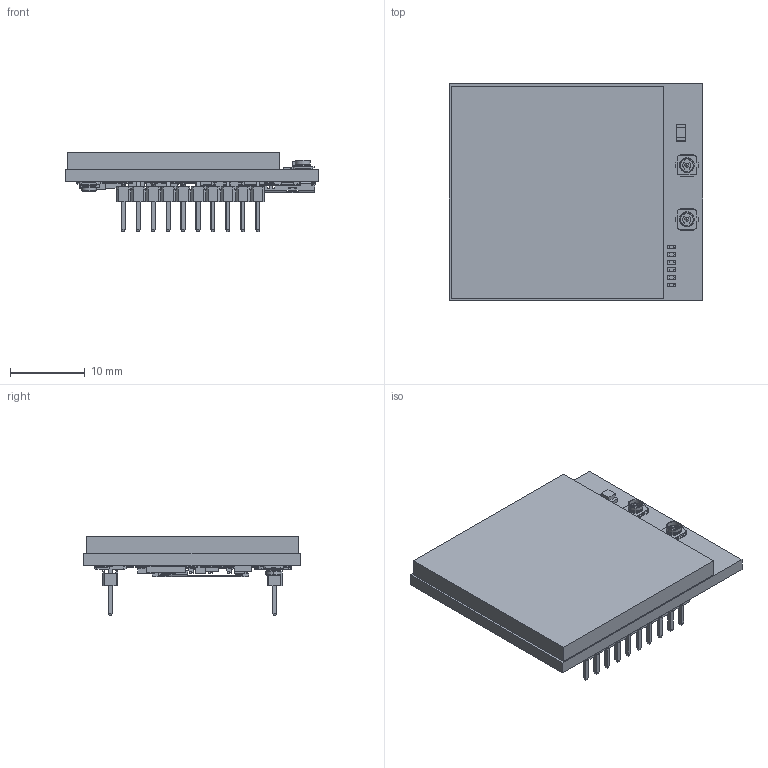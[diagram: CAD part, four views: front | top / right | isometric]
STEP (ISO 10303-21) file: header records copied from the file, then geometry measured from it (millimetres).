
FILE_DESCRIPTION(('Open CASCADE Model'),'2;1');
FILE_NAME('Open CASCADE Shape Model','2021-03-08T16:10:41',('Author'),( 'Open CASCADE'),'Open CASCADE STEP processor 6.8','Open CASCADE 6.8' ,'Unknown');
FILE_SCHEMA(('AUTOMOTIVE_DESIGN { 1 0 10303 214 1 1 1 1 }'));
Length unit declared in the file: millimetre
Products named in the file (125): PCB; Board; Open CASCADE STEP translator 6.8 1.1.1; R26; RES0402; J1; 222-96-10GBE1; 222-96-10GBE1_1_4; 222-96-10GBE1_1_11; 222-96-10GBE1_1_8; 222-96-10GBE1_1_9; 222-96-10GBE1_1_6; 222-96-10GBE1_1_10; 222-96-10GBE1_1; 222-96-10GBE1_1_5; 222-96-10GBE1_1_2; 222-96-10GBE1_1_12; 222-96-10GBE1_1_3; J2; R25; U3; 6436178656; Extruded; R5; R3; R2; C32; R23; R19; C25; U6; 0673298020; 6436182096; R18; R17; R16; R15; R14; R13; R12 ...
Assembly tree (209 placements, depth 4):
  PCB
    Board
      Open CASCADE STEP translator 6.8 1.1.1
    R26
      RES0402
    J1
      222-96-10GBE1
        222-96-10GBE1_1_4
        222-96-10GBE1_1_11
        222-96-10GBE1_1_8
        222-96-10GBE1_1_9
        222-96-10GBE1_1_6
        222-96-10GBE1_1_10
        222-96-10GBE1_1
        222-96-10GBE1_1_5
        222-96-10GBE1_1_2
        222-96-10GBE1_1_12
        222-96-10GBE1_1_3
    J2
      222-96-10GBE1
        222-96-10GBE1_1_4
        222-96-10GBE1_1_11
        222-96-10GBE1_1_8
        222-96-10GBE1_1_9
        222-96-10GBE1_1_6
        222-96-10GBE1_1_10
        222-96-10GBE1_1
        222-96-10GBE1_1_5
        222-96-10GBE1_1_2
        222-96-10GBE1_1_12
        222-96-10GBE1_1_3
    R25
      RES0402
    U3
      6436178656
        Extruded
    R5
      RES0402
    R3
      RES0402
    R2
      RES0402
    C32
      RES0402
    R23
      RES0402
    R19
      RES0402
    C25
      RES0402
    U6
      0673298020  x8
        Extruded
      6436182096
        Extruded
    R18
      RES0402
    R17
      RES0402
    R16
Bounding box: 33.88 x 28.96 x 10.64 mm (x, y, z)
Volume: 3762.5 mm3; surface area: 6042.7 mm2
Topology: 324 solids, 324 shells, 3918 faces, 9233 edges, 6046 vertices
Faces by surface type: plane 2877, bspline 662, cylinder 355, cone 18, revolution 6
Entity records: 62417 total; most frequent: CARTESIAN_POINT 10876, ORIENTED_EDGE 9626, DIRECTION 9279, EDGE_CURVE 4813, LINE 4107, VECTOR 4107, VERTEX_POINT 3150, AXIS2_PLACEMENT_3D 2585
